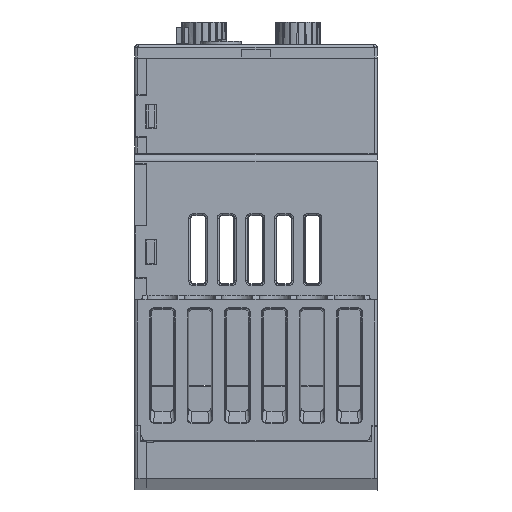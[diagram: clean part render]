
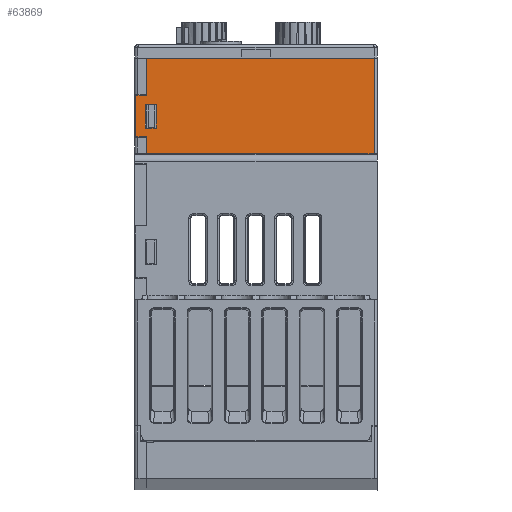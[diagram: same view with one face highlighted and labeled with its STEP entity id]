
A CAD part, left-side view. The second image highlights one B-rep face of the part: STEP entity #63869.
In plain terms, the highlighted planar face has unit normal (-1, 0, 0).
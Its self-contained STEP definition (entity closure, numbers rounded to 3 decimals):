
#7659=ORIENTED_EDGE('',*,*,#24321,.F.);
#7660=ORIENTED_EDGE('',*,*,#25355,.F.);
#7661=ORIENTED_EDGE('',*,*,#24954,.F.);
#7662=ORIENTED_EDGE('',*,*,#25648,.F.);
#7663=ORIENTED_EDGE('',*,*,#25676,.T.);
#7664=ORIENTED_EDGE('',*,*,#24344,.T.);
#7665=ORIENTED_EDGE('',*,*,#25680,.T.);
#7666=ORIENTED_EDGE('',*,*,#24320,.F.);
#7667=ORIENTED_EDGE('',*,*,#24337,.F.);
#7668=ORIENTED_EDGE('',*,*,#24338,.F.);
#7669=ORIENTED_EDGE('',*,*,#24330,.F.);
#7670=ORIENTED_EDGE('',*,*,#24340,.F.);
#24320=EDGE_CURVE('',#33981,#33979,#40252,.T.);
#24321=EDGE_CURVE('',#33982,#33981,#40253,.T.);
#24330=EDGE_CURVE('',#33988,#33989,#40262,.T.);
#24337=EDGE_CURVE('',#33995,#33993,#40269,.T.);
#24338=EDGE_CURVE('',#33989,#33995,#40270,.T.);
#24340=EDGE_CURVE('',#33993,#33988,#40272,.T.);
#24344=EDGE_CURVE('',#33998,#33997,#40276,.T.);
#24954=EDGE_CURVE('',#34411,#34408,#40649,.T.);
#25355=EDGE_CURVE('',#34408,#33982,#41010,.T.);
#25648=EDGE_CURVE('',#34845,#34411,#41276,.T.);
#25676=EDGE_CURVE('',#34845,#33998,#41304,.T.);
#25680=EDGE_CURVE('',#33997,#33979,#41308,.T.);
#33979=VERTEX_POINT('',#95581);
#33981=VERTEX_POINT('',#95585);
#33982=VERTEX_POINT('',#95589);
#33988=VERTEX_POINT('',#95607);
#33989=VERTEX_POINT('',#95608);
#33993=VERTEX_POINT('',#95617);
#33995=VERTEX_POINT('',#95621);
#33997=VERTEX_POINT('',#95633);
#33998=VERTEX_POINT('',#95635);
#34408=VERTEX_POINT('',#96846);
#34411=VERTEX_POINT('',#96851);
#34845=VERTEX_POINT('',#98293);
#40252=LINE('',#95586,#46528);
#40253=LINE('',#95588,#46529);
#40262=LINE('',#95606,#46538);
#40269=LINE('',#95622,#46545);
#40270=LINE('',#95624,#46546);
#40272=LINE('',#95627,#46548);
#40276=LINE('',#95634,#46552);
#40649=LINE('',#96852,#46925);
#41010=LINE('',#97702,#47286);
#41276=LINE('',#98294,#47552);
#41304=LINE('',#98356,#47580);
#41308=LINE('',#98362,#47584);
#46528=VECTOR('',#77560,1000.);
#46529=VECTOR('',#77563,1000.);
#46538=VECTOR('',#77578,1000.);
#46545=VECTOR('',#77587,1000.);
#46546=VECTOR('',#77590,1000.);
#46548=VECTOR('',#77594,1000.);
#46552=VECTOR('',#77600,1000.);
#46925=VECTOR('',#78795,1000.);
#47286=VECTOR('',#79512,1000.);
#47552=VECTOR('',#80088,1000.);
#47580=VECTOR('',#80176,1000.);
#47584=VECTOR('',#80184,1000.);
#53297=EDGE_LOOP('',(#7659,#7660,#7661,#7662,#7663,#7664,#7665,#7666));
#53298=EDGE_LOOP('',(#7667,#7668,#7669,#7670));
#57435=FACE_BOUND('',#53297,.T.);
#57436=FACE_BOUND('',#53298,.T.);
#61331=PLANE('',#72377);
#63869=ADVANCED_FACE('',(#57435,#57436),#61331,.F.);
#72377=AXIS2_PLACEMENT_3D('',#98371,#80195,#80196);
#77560=DIRECTION('',(0.,1.,0.));
#77563=DIRECTION('',(0.,0.,1.));
#77578=DIRECTION('',(0.,1.,0.));
#77587=DIRECTION('',(0.,-1.,0.));
#77590=DIRECTION('',(0.,0.,-1.));
#77594=DIRECTION('',(0.,0.,1.));
#77600=DIRECTION('',(0.,1.,0.));
#78795=DIRECTION('',(0.,0.,-1.));
#79512=DIRECTION('',(0.,1.,0.));
#80088=DIRECTION('',(0.,-1.,0.));
#80176=DIRECTION('',(0.,0.,-1.));
#80184=DIRECTION('',(0.,0.,-1.));
#80195=DIRECTION('',(1.,0.,0.));
#80196=DIRECTION('',(0.,0.,-1.));
#95581=CARTESIAN_POINT('',(-24.16,36.7,28.925));
#95585=CARTESIAN_POINT('',(-24.16,35.2,28.925));
#95586=CARTESIAN_POINT('',(-24.16,2.8,28.925));
#95588=CARTESIAN_POINT('',(-24.16,35.2,34.48));
#95589=CARTESIAN_POINT('',(-24.16,35.2,26.425));
#95606=CARTESIAN_POINT('',(-24.16,33.7,33.725));
#95607=CARTESIAN_POINT('',(-24.16,33.7,33.725));
#95608=CARTESIAN_POINT('',(-24.16,35.3,33.725));
#95617=CARTESIAN_POINT('',(-24.16,33.7,30.225));
#95621=CARTESIAN_POINT('',(-24.16,35.3,30.225));
#95622=CARTESIAN_POINT('',(-24.16,35.4,30.225));
#95624=CARTESIAN_POINT('',(-24.16,35.3,33.575));
#95627=CARTESIAN_POINT('',(-24.16,33.7,30.375));
#95633=CARTESIAN_POINT('',(-24.16,36.7,35.025));
#95634=CARTESIAN_POINT('',(-24.16,36.7,35.025));
#95635=CARTESIAN_POINT('',(-24.16,35.2,35.025));
#96846=CARTESIAN_POINT('',(-24.16,1.7,26.425));
#96851=CARTESIAN_POINT('',(-24.16,1.7,40.524));
#96852=CARTESIAN_POINT('',(-24.16,1.7,0.));
#97702=CARTESIAN_POINT('',(-24.16,19.3,26.425));
#98293=CARTESIAN_POINT('',(-24.16,35.2,40.524));
#98294=CARTESIAN_POINT('',(-24.16,2.8,40.524));
#98356=CARTESIAN_POINT('',(-24.16,35.2,35.438));
#98362=CARTESIAN_POINT('',(-24.16,36.7,28.975));
#98371=CARTESIAN_POINT('',(-24.16,2.8,34.48));
